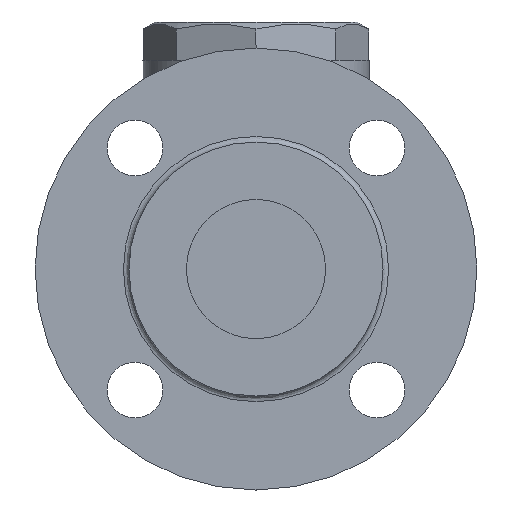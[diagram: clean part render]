
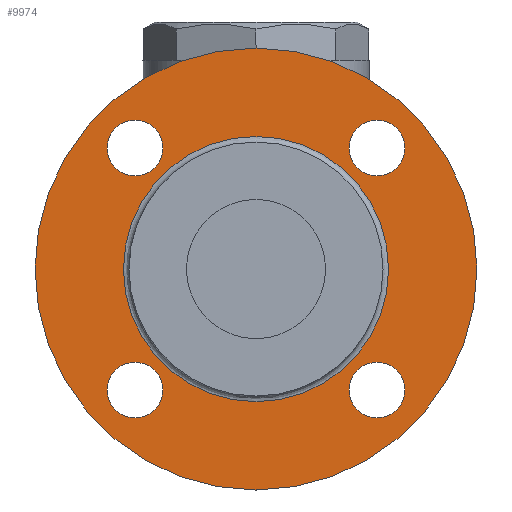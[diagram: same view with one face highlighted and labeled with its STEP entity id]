
A CAD part, left-side view. The second image highlights one B-rep face of the part: STEP entity #9974.
In plain terms, the highlighted planar face has unit normal (-1, 0, 0).
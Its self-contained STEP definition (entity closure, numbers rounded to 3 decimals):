
#9828=CARTESIAN_POINT('',(-98.4,0.,63.5));
#9829=VERTEX_POINT('',#9828);
#9830=CARTESIAN_POINT('',(-98.4,0.0,0.));
#9831=DIRECTION('',(1.0,0.0,0.0));
#9832=DIRECTION('',(0.0,0.0,-1.0));
#9833=AXIS2_PLACEMENT_3D('',#9830,#9831,#9832);
#9834=CIRCLE('',#9833,63.5);
#9835=EDGE_CURVE('',#9829,#9829,#9834,.T.);
#9896=CARTESIAN_POINT('',(-98.4,0.,38.1));
#9897=VERTEX_POINT('',#9896);
#9898=CARTESIAN_POINT('',(-98.4,0.0,0.));
#9899=DIRECTION('',(-1.0,0.0,0.0));
#9900=DIRECTION('',(0.0,0.0,-1.0));
#9901=AXIS2_PLACEMENT_3D('',#9898,#9899,#9900);
#9902=CIRCLE('',#9901,38.1);
#9903=EDGE_CURVE('',#9897,#9897,#9902,.T.);
#9919=CARTESIAN_POINT('',(-98.4,0.0,0.));
#9920=DIRECTION('',(1.0,0.0,0.0));
#9921=DIRECTION('',(0.0,0.0,-1.0));
#9922=AXIS2_PLACEMENT_3D('',#9919,#9920,#9921);
#9923=PLANE('',#9922);
#9924=ORIENTED_EDGE('',*,*,#9835,.F.);
#9925=EDGE_LOOP('',(#9924));
#9926=FACE_OUTER_BOUND('',#9925,.T.);
#9927=CARTESIAN_POINT('',(-98.4,-34.79,42.79));
#9928=VERTEX_POINT('',#9927);
#9929=CARTESIAN_POINT('',(-98.4,-34.79,34.79));
#9930=DIRECTION('',(1.0,0.0,0.0));
#9931=DIRECTION('',(0.0,0.0,1.0));
#9932=AXIS2_PLACEMENT_3D('',#9929,#9930,#9931);
#9933=CIRCLE('',#9932,8.0);
#9934=EDGE_CURVE('',#9928,#9928,#9933,.T.);
#9935=ORIENTED_EDGE('',*,*,#9934,.T.);
#9936=EDGE_LOOP('',(#9935));
#9937=FACE_BOUND('',#9936,.T.);
#9938=CARTESIAN_POINT('',(-98.4,-42.79,-34.79));
#9939=VERTEX_POINT('',#9938);
#9940=CARTESIAN_POINT('',(-98.4,-34.79,-34.79));
#9941=DIRECTION('',(1.0,0.0,0.0));
#9942=DIRECTION('',(0.0,-1.0,0.0));
#9943=AXIS2_PLACEMENT_3D('',#9940,#9941,#9942);
#9944=CIRCLE('',#9943,8.0);
#9945=EDGE_CURVE('',#9939,#9939,#9944,.T.);
#9946=ORIENTED_EDGE('',*,*,#9945,.T.);
#9947=EDGE_LOOP('',(#9946));
#9948=FACE_BOUND('',#9947,.T.);
#9949=CARTESIAN_POINT('',(-98.4,34.79,-42.79));
#9950=VERTEX_POINT('',#9949);
#9951=CARTESIAN_POINT('',(-98.4,34.79,-34.79));
#9952=DIRECTION('',(1.0,0.0,0.0));
#9953=DIRECTION('',(0.0,0.0,-1.0));
#9954=AXIS2_PLACEMENT_3D('',#9951,#9952,#9953);
#9955=CIRCLE('',#9954,8.0);
#9956=EDGE_CURVE('',#9950,#9950,#9955,.T.);
#9957=ORIENTED_EDGE('',*,*,#9956,.T.);
#9958=EDGE_LOOP('',(#9957));
#9959=FACE_BOUND('',#9958,.T.);
#9960=CARTESIAN_POINT('',(-98.4,42.79,34.79));
#9961=VERTEX_POINT('',#9960);
#9962=CARTESIAN_POINT('',(-98.4,34.79,34.79));
#9963=DIRECTION('',(1.0,0.0,0.0));
#9964=DIRECTION('',(0.0,1.0,0.0));
#9965=AXIS2_PLACEMENT_3D('',#9962,#9963,#9964);
#9966=CIRCLE('',#9965,8.0);
#9967=EDGE_CURVE('',#9961,#9961,#9966,.T.);
#9968=ORIENTED_EDGE('',*,*,#9967,.T.);
#9969=EDGE_LOOP('',(#9968));
#9970=FACE_BOUND('',#9969,.T.);
#9971=ORIENTED_EDGE('',*,*,#9903,.F.);
#9972=EDGE_LOOP('',(#9971));
#9973=FACE_BOUND('',#9972,.T.);
#9974=ADVANCED_FACE('',(#9926,#9937,#9948,#9959,#9970,#9973),#9923,.F.);
